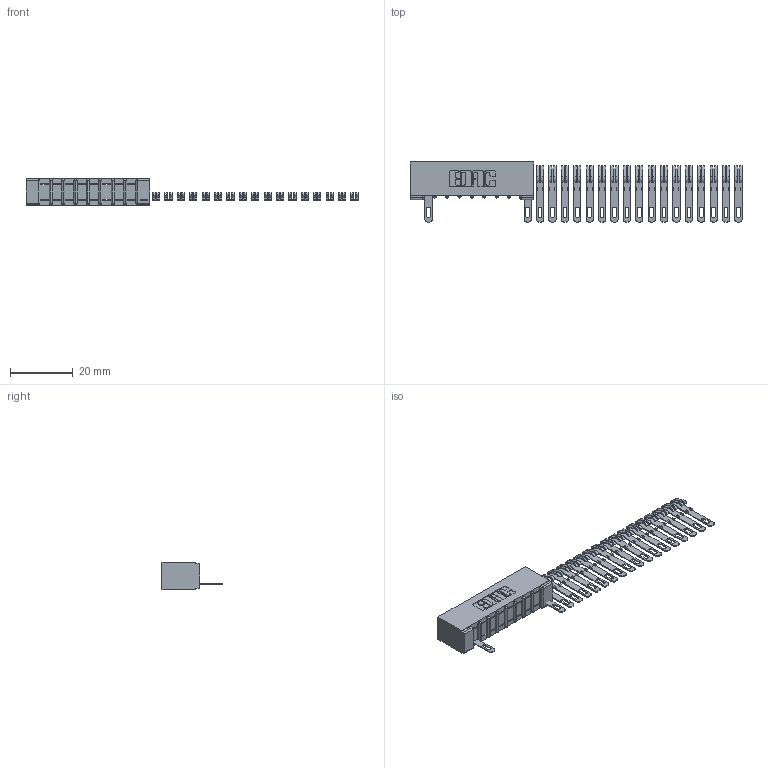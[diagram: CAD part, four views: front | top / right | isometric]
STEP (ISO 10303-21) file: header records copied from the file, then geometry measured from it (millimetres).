
FILE_DESCRIPTION (( 'STEP AP203' ), '1' );
FILE_NAME ('357-026-505-101.STEP', '2018-08-09T02:21:58', ( '' ), ( '' ), 'SwSTEP 2.0', 'SolidWorks 2016', '' );
FILE_SCHEMA (( 'CONFIG_CONTROL_DESIGN' ));
Length unit declared in the file: inch
Products named in the file (3): 307-290-001_505; 357-026-505-101; 307 Part_No Mounting Lugs
Assembly tree (20 placements, depth 2):
  357-026-505-101
    307 Part_No Mounting Lugs
    307-290-001_505  x19
Bounding box: 106.11 x 19.18 x 8.71 mm (x, y, z)
Volume: 2917.3 mm3; surface area: 5430.4 mm2
Topology: 20 solids, 20 shells, 963 faces, 2673 edges, 1730 vertices
Faces by surface type: plane 618, cylinder 327, sphere 18
Entity records: 11098 total; most frequent: CARTESIAN_POINT 1807, DIRECTION 1789, ORIENTED_EDGE 1782, EDGE_CURVE 891, VECTOR 669, LINE 669, VERTEX_POINT 578, AXIS2_PLACEMENT_3D 560
